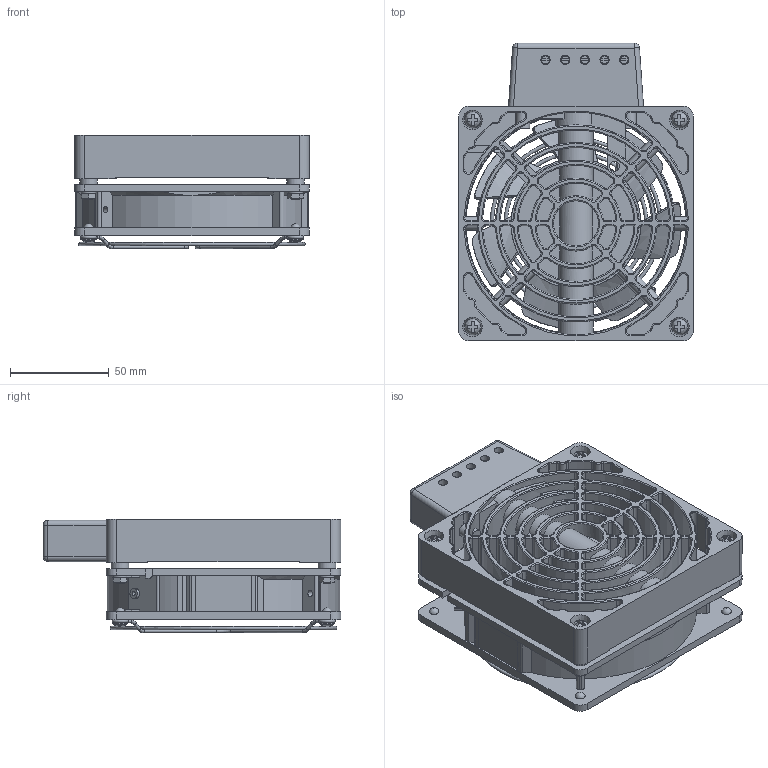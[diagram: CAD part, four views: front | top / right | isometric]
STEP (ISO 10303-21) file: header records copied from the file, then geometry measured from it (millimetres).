
FILE_DESCRIPTION(/* description */ (''),/* implementation_level */ '2;1');
FILE_NAME(/* name */ '2013-11-22-500',/* time_stamp */ '2013-11-22T12:48:30+08:00',/* author */ (''),/* organization */ (''),/* preprocessor_version */ 'ST-DEVELOPER v9',/* originating_system */ 'UGS - NX 4.0',/* authorisation */ '');
FILE_SCHEMA (('CONFIG_CONTROL_DESIGN'));
Products named in the file (1): Admi71B2n4b0
Bounding box: 119 x 151 x 57.6 mm (x, y, z)
Volume: 349067.1 mm3; surface area: 158154.2 mm2
Topology: 1 solids, 1 shells, 1576 faces, 4092 edges, 2589 vertices
Faces by surface type: plane 670, cylinder 450, torus 271, bspline 82, extrusion 81, cone 14, sphere 8
Full cylindrical faces by diameter (mm): 1.7 x12, 2.3 x1, 2.5 x4, 3.2 x2, 3.44 x1, 4 x9, 4.5 x1, 4.7 x5, 5 x5, 5.3 x1, 7 x3, 7.5 x4, 8 x4, 9 x4, 17.5 x6, 23 x2, 66 x1, 112 x1
Entity records: 55527 total; most frequent: CARTESIAN_POINT 18254, ORIENTED_EDGE 7796, DIRECTION 7451, EDGE_CURVE 3898, AXIS2_PLACEMENT_3D 2863, VERTEX_POINT 2515, EDGE_LOOP 1929, VECTOR 1725
